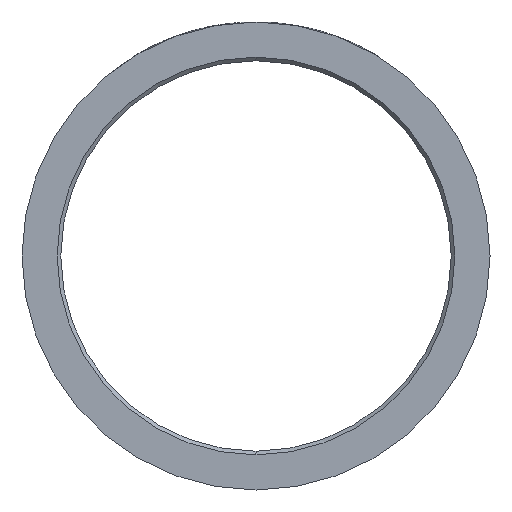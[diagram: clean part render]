
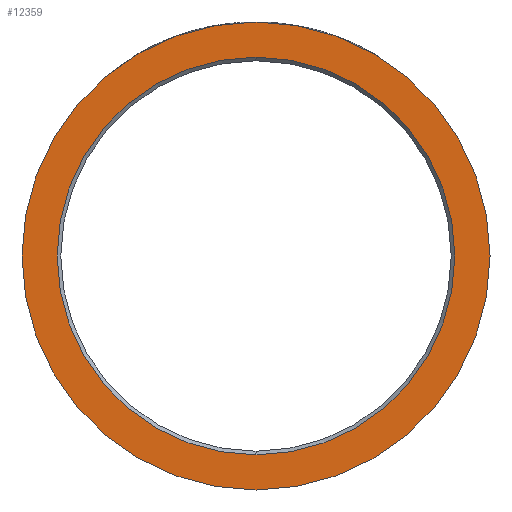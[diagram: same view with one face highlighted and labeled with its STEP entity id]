
A CAD part, left-side view. The second image highlights one B-rep face of the part: STEP entity #12359.
In plain terms, the highlighted planar face has unit normal (-1, 0, 0).
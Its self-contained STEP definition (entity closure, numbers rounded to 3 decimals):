
#140 = VERTEX_POINT ( 'NONE', #15606 ) ;
#797 = EDGE_CURVE ( 'NONE', #8436, #21659, #18928, .T. ) ;
#1421 = DIRECTION ( 'NONE',  ( 1., 0., 0. ) ) ;
#1790 = ORIENTED_EDGE ( 'NONE', *, *, #797, .F. ) ;
#2105 = VERTEX_POINT ( 'NONE', #12777 ) ;
#2698 = DIRECTION ( 'NONE',  ( 0., 0., -1. ) ) ;
#2944 = CARTESIAN_POINT ( 'NONE',  ( -70., 19.3, 0. ) ) ;
#4350 = PLANE ( 'NONE',  #17925 ) ;
#4357 = AXIS2_PLACEMENT_3D ( 'NONE', #10108, #1421, #8325 ) ;
#4734 = DIRECTION ( 'NONE',  ( -1., 0., 0. ) ) ;
#5198 = ORIENTED_EDGE ( 'NONE', *, *, #18015, .F. ) ;
#5207 = EDGE_LOOP ( 'NONE', ( #5198, #1790 ) ) ;
#6364 = CARTESIAN_POINT ( 'NONE',  ( -70., 0., 0. ) ) ;
#6454 = DIRECTION ( 'NONE',  ( 0., 0., 1. ) ) ;
#6465 = CIRCLE ( 'NONE', #4357, 16.4 ) ;
#6702 = CARTESIAN_POINT ( 'NONE',  ( -70., 0., 0. ) ) ;
#6734 = CARTESIAN_POINT ( 'NONE',  ( -70., 0., 19.3 ) ) ;
#7792 = DIRECTION ( 'NONE',  ( 1., 0., 0. ) ) ;
#7804 = CIRCLE ( 'NONE', #19274, 19.3 ) ;
#7863 = DIRECTION ( 'NONE',  ( 0., 0., 1. ) ) ;
#8325 = DIRECTION ( 'NONE',  ( 0., 0., 1. ) ) ;
#8436 = VERTEX_POINT ( 'NONE', #6734 ) ;
#8627 = FACE_BOUND ( 'NONE', #12746, .T. ) ;
#10108 = CARTESIAN_POINT ( 'NONE',  ( -70., 0., 0. ) ) ;
#10215 = DIRECTION ( 'NONE',  ( 0., 0., -1. ) ) ;
#10491 = FACE_OUTER_BOUND ( 'NONE', #5207, .T. ) ;
#11539 = DIRECTION ( 'NONE',  ( 1., 0., 0. ) ) ;
#12359 = ADVANCED_FACE ( 'NONE', ( #8627, #10491 ), #4350, .T. ) ;
#12746 = EDGE_LOOP ( 'NONE', ( #20279, #19857 ) ) ;
#12777 = CARTESIAN_POINT ( 'NONE',  ( -70., 0., -16.4 ) ) ;
#12910 = CARTESIAN_POINT ( 'NONE',  ( -70., 0., 0. ) ) ;
#13038 = EDGE_CURVE ( 'NONE', #140, #2105, #6465, .T. ) ;
#13058 = AXIS2_PLACEMENT_3D ( 'NONE', #6364, #11539, #2698 ) ;
#14547 = CARTESIAN_POINT ( 'NONE',  ( -70., 0., -19.3 ) ) ;
#15606 = CARTESIAN_POINT ( 'NONE',  ( -70., 0., 16.4 ) ) ;
#16324 = AXIS2_PLACEMENT_3D ( 'NONE', #12910, #7792, #7863 ) ;
#17925 = AXIS2_PLACEMENT_3D ( 'NONE', #2944, #4734, #6454 ) ;
#18015 = EDGE_CURVE ( 'NONE', #21659, #8436, #7804, .T. ) ;
#18928 = CIRCLE ( 'NONE', #13058, 19.3 ) ;
#18991 = CIRCLE ( 'NONE', #16324, 16.4 ) ;
#19274 = AXIS2_PLACEMENT_3D ( 'NONE', #6702, #20529, #10215 ) ;
#19857 = ORIENTED_EDGE ( 'NONE', *, *, #21185, .T. ) ;
#20279 = ORIENTED_EDGE ( 'NONE', *, *, #13038, .T. ) ;
#20529 = DIRECTION ( 'NONE',  ( 1., 0., 0. ) ) ;
#21185 = EDGE_CURVE ( 'NONE', #2105, #140, #18991, .T. ) ;
#21659 = VERTEX_POINT ( 'NONE', #14547 ) ;
